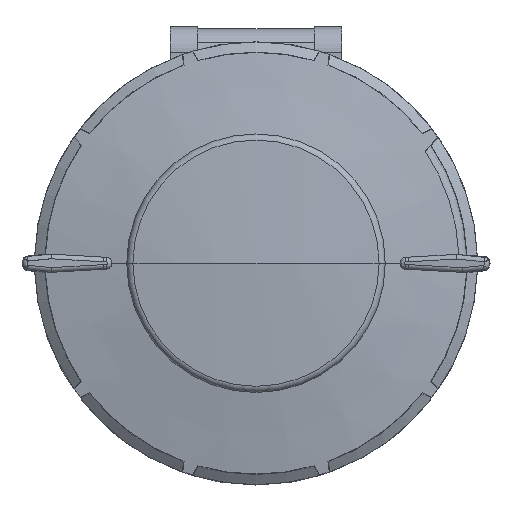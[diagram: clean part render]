
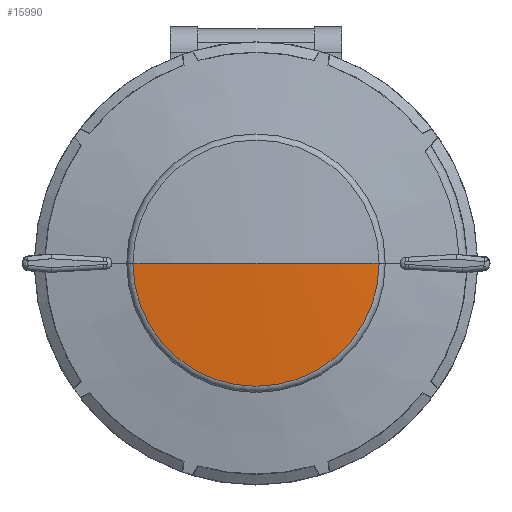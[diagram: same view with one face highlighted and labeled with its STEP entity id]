
A CAD part, top view. The second image highlights one B-rep face of the part: STEP entity #15990.
In plain terms, the highlighted spherical face has radius 224.39 mm.
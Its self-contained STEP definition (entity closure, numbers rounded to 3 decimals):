
#469 = CIRCLE ( 'NONE', #14208, 224.39 ) ;
#503 = DIRECTION ( 'NONE',  ( -1., 0., 0. ) ) ;
#569 = ORIENTED_EDGE ( 'NONE', *, *, #10130, .T. ) ;
#655 = EDGE_CURVE ( 'NONE', #11430, #6073, #5945, .T. ) ;
#980 = AXIS2_PLACEMENT_3D ( 'NONE', #3587, #12866, #4871 ) ;
#1067 = ORIENTED_EDGE ( 'NONE', *, *, #655, .F. ) ;
#2778 = DIRECTION ( 'NONE',  ( 0., -1., 0. ) ) ;
#3251 = DIRECTION ( 'NONE',  ( 0., 1., 0. ) ) ;
#3383 = EDGE_LOOP ( 'NONE', ( #1067, #6844, #569 ) ) ;
#3587 = CARTESIAN_POINT ( 'NONE',  ( -0.001, 0., -156.62 ) ) ;
#4249 = CARTESIAN_POINT ( 'NONE',  ( -0.001, 0., 66.196 ) ) ;
#4871 = DIRECTION ( 'NONE',  ( -1., 0., 0. ) ) ;
#5510 = DIRECTION ( 'NONE',  ( 1., 0., 0. ) ) ;
#5945 = CIRCLE ( 'NONE', #6233, 224.39 ) ;
#6073 = VERTEX_POINT ( 'NONE', #17687 ) ;
#6233 = AXIS2_PLACEMENT_3D ( 'NONE', #10207, #3251, #503 ) ;
#6333 = SPHERICAL_SURFACE ( 'NONE', #980, 224.39 ) ;
#6844 = ORIENTED_EDGE ( 'NONE', *, *, #11273, .T. ) ;
#8515 = CARTESIAN_POINT ( 'NONE',  ( -0.001, 0., 67.77 ) ) ;
#8595 = CIRCLE ( 'NONE', #8897, 26.527 ) ;
#8641 = DIRECTION ( 'NONE',  ( 0., 0., 1. ) ) ;
#8897 = AXIS2_PLACEMENT_3D ( 'NONE', #4249, #8641, #13970 ) ;
#9391 = VERTEX_POINT ( 'NONE', #17662 ) ;
#10130 = EDGE_CURVE ( 'NONE', #9391, #6073, #8595, .T. ) ;
#10207 = CARTESIAN_POINT ( 'NONE',  ( -0.001, 0., -156.62 ) ) ;
#11273 = EDGE_CURVE ( 'NONE', #11430, #9391, #469, .T. ) ;
#11430 = VERTEX_POINT ( 'NONE', #8515 ) ;
#12299 = CARTESIAN_POINT ( 'NONE',  ( -0.001, 0., -156.62 ) ) ;
#12782 = FACE_OUTER_BOUND ( 'NONE', #3383, .T. ) ;
#12866 = DIRECTION ( 'NONE',  ( 0., 1., 0. ) ) ;
#13970 = DIRECTION ( 'NONE',  ( 1., 0., 0. ) ) ;
#14208 = AXIS2_PLACEMENT_3D ( 'NONE', #12299, #2778, #5510 ) ;
#15990 = ADVANCED_FACE ( 'NONE', ( #12782 ), #6333, .T. ) ;
#17662 = CARTESIAN_POINT ( 'NONE',  ( -26.528, 0., 66.196 ) ) ;
#17687 = CARTESIAN_POINT ( 'NONE',  ( 26.527, 0., 66.196 ) ) ;
